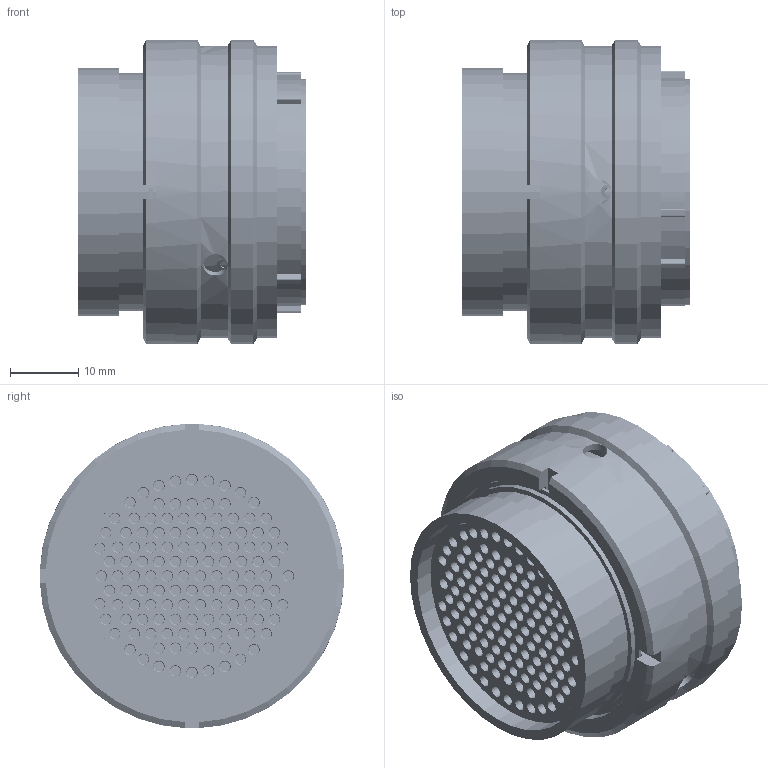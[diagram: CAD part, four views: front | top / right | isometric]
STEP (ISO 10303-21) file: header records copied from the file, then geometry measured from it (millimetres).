
FILE_DESCRIPTION (( 'STEP AP214' ), '1' );
FILE_NAME ('AS624-35PN.STEP', '2013-06-03T14:57:35', ( 'TE Connectivity' ), ( 'TE Connectivity' ), 'SwSTEP 2.0', 'SolidWorks 2011', '' );
FILE_SCHEMA (( 'AUTOMOTIVE_DESIGN' ));
Length unit declared in the file: inch
Products named in the file (1): AS624-35PN
Bounding box: 33.37 x 44.5 x 44.5 mm (x, y, z)
Volume: 22846.9 mm3; surface area: 29720.3 mm2
Topology: 135 solids, 136 shells, 5311 faces, 12111 edges, 7460 vertices
Faces by surface type: torus 1796, cylinder 1652, plane 1323, cone 522, bspline 12, sphere 6
Entity records: 232903 total; most frequent: CARTESIAN_POINT 41569, DIRECTION 26996, ORIENTED_EDGE 24182, AXIS2_PLACEMENT_3D 12166, EDGE_CURVE 12091, VERTEX_POINT 7448, CIRCLE 6868, EDGE_LOOP 6229
